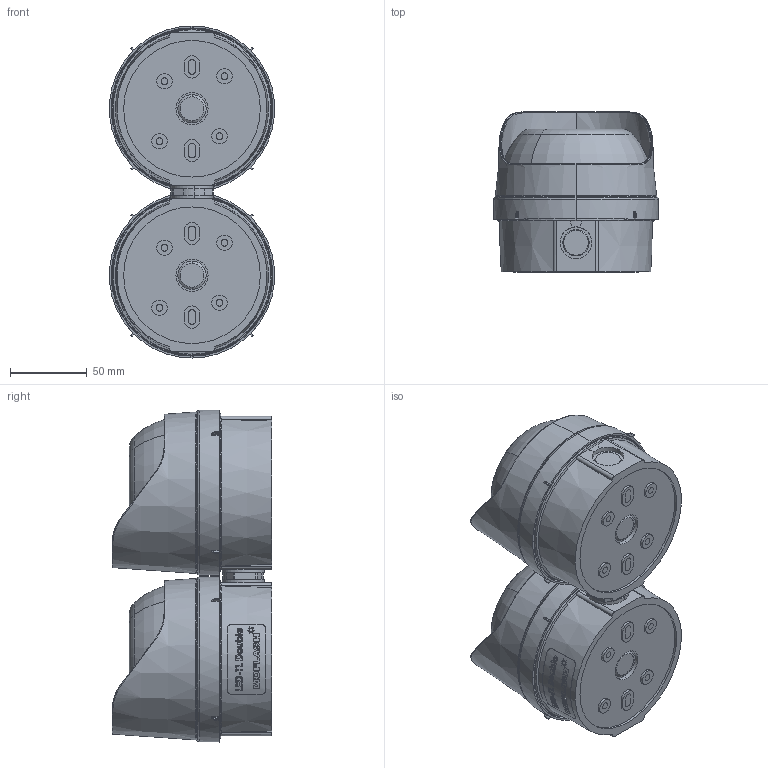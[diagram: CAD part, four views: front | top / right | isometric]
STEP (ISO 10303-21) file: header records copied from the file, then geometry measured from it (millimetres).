
FILE_DESCRIPTION (( 'STEP AP214' ), '1' );
FILE_NAME ('Moflash LED-TL Double.STEP', '2016-03-23T12:39:02', ( '' ), ( '' ), 'SwSTEP 2.0', 'SolidWorks 2016', '' );
FILE_SCHEMA (( 'AUTOMOTIVE_DESIGN' ));
Length unit declared in the file: millimetre
Products named in the file (2): Moflash LED-TL Double
Bounding box: 107.6 x 104.28 x 216.66 mm (x, y, z)
Volume: 285715.1 mm3; surface area: 259729.6 mm2
Topology: 10 solids, 10 shells, 1148 faces, 2660 edges, 1634 vertices
Faces by surface type: plane 322, cone 256, torus 210, bspline 181, cylinder 163, sphere 16
Entity records: 53155 total; most frequent: CARTESIAN_POINT 15160, ORIENTED_EDGE 5312, DIRECTION 5228, EDGE_CURVE 2656, AXIS2_PLACEMENT_3D 2241, VERTEX_POINT 1634, CIRCLE 1272, EDGE_LOOP 1264
